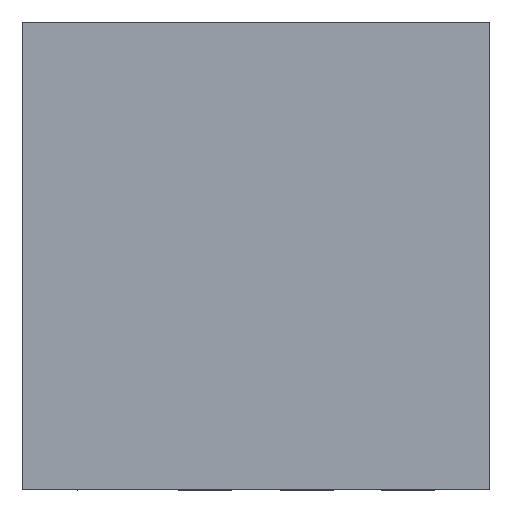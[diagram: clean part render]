
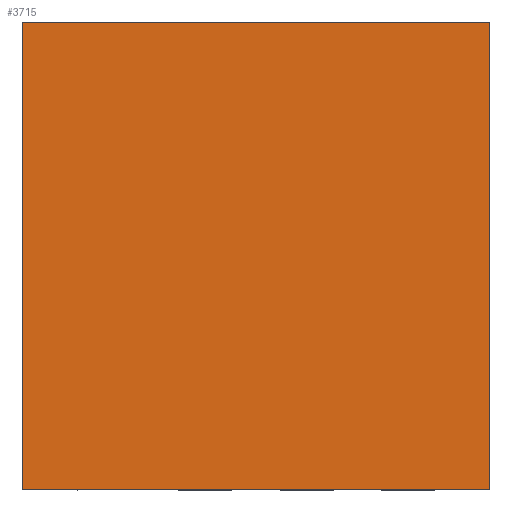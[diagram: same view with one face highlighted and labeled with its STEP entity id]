
A CAD part, top view. The second image highlights one B-rep face of the part: STEP entity #3715.
In plain terms, the highlighted planar face has unit normal (0, 0, 1).
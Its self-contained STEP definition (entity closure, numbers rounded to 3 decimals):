
#722=ORIENTED_EDGE('',*,*,#1546,.T.);
#723=ORIENTED_EDGE('',*,*,#1530,.T.);
#724=ORIENTED_EDGE('',*,*,#1547,.T.);
#725=ORIENTED_EDGE('',*,*,#1537,.T.);
#1530=EDGE_CURVE('',#2001,#2000,#2406,.T.);
#1537=EDGE_CURVE('',#2005,#2004,#2413,.T.);
#1546=EDGE_CURVE('',#2004,#2001,#2422,.T.);
#1547=EDGE_CURVE('',#2000,#2005,#2423,.T.);
#2000=VERTEX_POINT('',#6320);
#2001=VERTEX_POINT('',#6322);
#2004=VERTEX_POINT('',#6335);
#2005=VERTEX_POINT('',#6337);
#2406=LINE('',#6321,#2870);
#2413=LINE('',#6336,#2877);
#2422=LINE('',#6348,#2886);
#2423=LINE('',#6350,#2887);
#2870=VECTOR('',#5250,1000.);
#2877=VECTOR('',#5265,1000.);
#2886=VECTOR('',#5278,1000.);
#2887=VECTOR('',#5281,1000.);
#3205=EDGE_LOOP('',(#722,#723,#724,#725));
#3393=FACE_BOUND('',#3205,.T.);
#3554=PLANE('',#4639);
#3715=ADVANCED_FACE('',(#3393),#3554,.T.);
#4639=AXIS2_PLACEMENT_3D('',#6351,#5282,#5283);
#5250=DIRECTION('',(0.,-1.,0.));
#5265=DIRECTION('',(0.,1.,0.));
#5278=DIRECTION('',(-1.,0.,0.));
#5281=DIRECTION('',(1.,0.,0.));
#5282=DIRECTION('',(0.,0.,1.));
#5283=DIRECTION('',(1.,0.,0.));
#6320=CARTESIAN_POINT('',(-1.5,-1.5,0.8));
#6321=CARTESIAN_POINT('',(-1.5,1.5,0.8));
#6322=CARTESIAN_POINT('',(-1.5,1.5,0.8));
#6335=CARTESIAN_POINT('',(1.5,1.5,0.8));
#6336=CARTESIAN_POINT('',(1.5,-1.5,0.8));
#6337=CARTESIAN_POINT('',(1.5,-1.5,0.8));
#6348=CARTESIAN_POINT('',(1.5,1.5,0.8));
#6350=CARTESIAN_POINT('',(-1.5,-1.5,0.8));
#6351=CARTESIAN_POINT('',(0.,0.,0.8));
